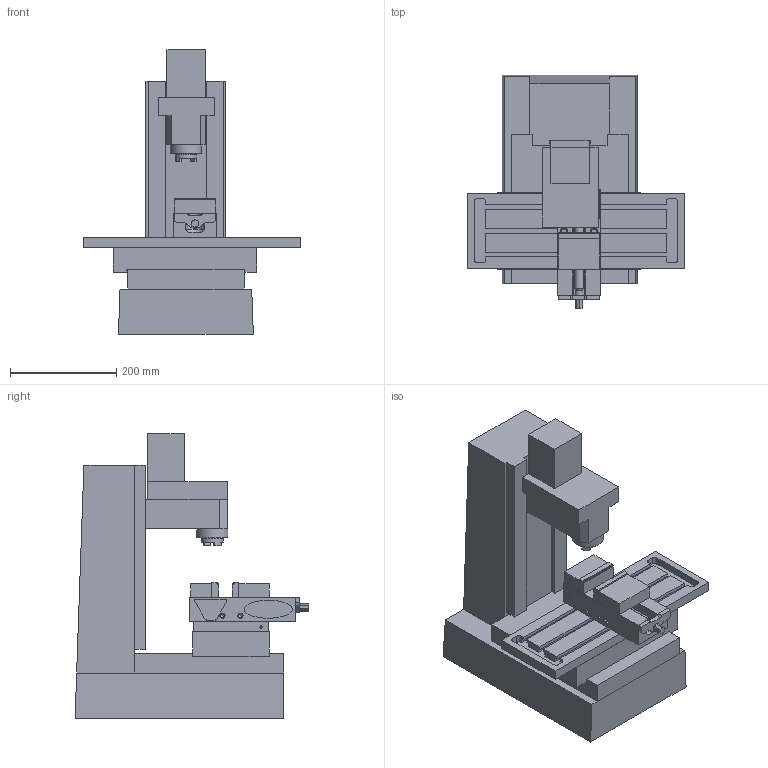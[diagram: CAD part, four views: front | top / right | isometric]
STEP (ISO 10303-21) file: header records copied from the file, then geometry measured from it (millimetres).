
FILE_DESCRIPTION(('FreeCAD Model'),'2;1');
FILE_NAME('Open CASCADE Shape Model','2025-05-03T07:39:42',('FreeCAD'),( 'FreeCAD'),'Open CASCADE STEP processor 7.6','FreeCAD','Unknown');
FILE_SCHEMA(('AUTOMOTIVE_DESIGN { 1 0 10303 214 1 1 1 1 }'));
Length unit declared in the file: millimetre
Products named in the file (1): Open CASCADE STEP translator 7.6 1
Bounding box: 409.99 x 440.87 x 535.8 mm (x, y, z)
Volume: 22488658.2 mm3; surface area: 1109757.4 mm2
Topology: 13 solids, 14 shells, 288 faces, 714 edges, 469 vertices
Faces by surface type: bspline 288
Entity records: 8584 total; most frequent: CARTESIAN_POINT 4254, ORIENTED_EDGE 1420, EDGE_CURVE 710, B_SPLINE_CURVE_WITH_KNOTS 553, VERTEX_POINT 469, FACE_BOUND 321, EDGE_LOOP 321, ADVANCED_FACE 288
